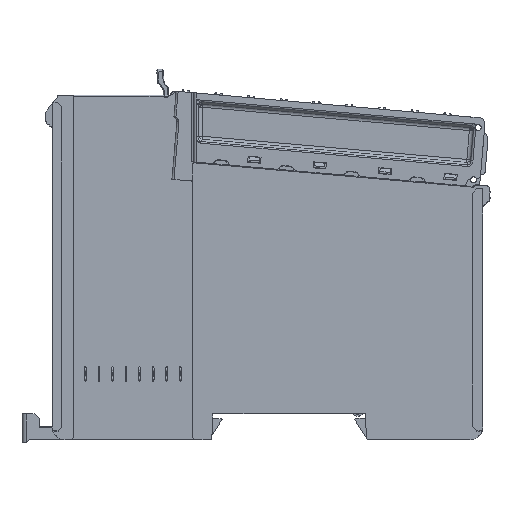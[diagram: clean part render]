
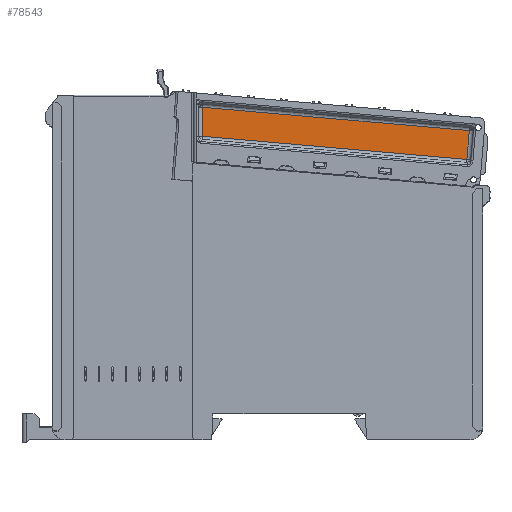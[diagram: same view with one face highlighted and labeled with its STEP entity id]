
A CAD part, top view. The second image highlights one B-rep face of the part: STEP entity #78543.
In plain terms, the highlighted planar face has unit normal (0, 0, 1).
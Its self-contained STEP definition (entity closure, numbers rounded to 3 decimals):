
#143 = VERTEX_POINT ( 'NONE', #34247 ) ;
#3466 = CARTESIAN_POINT ( 'NONE',  ( -20.2, 71.724, -103.158 ) ) ;
#3633 = ORIENTED_EDGE ( 'NONE', *, *, #105991, .F. ) ;
#11491 = DIRECTION ( 'NONE',  ( 0., -1., 0. ) ) ;
#12976 = DIRECTION ( 'NONE',  ( -0.087, -0.996, 0. ) ) ;
#15673 = ORIENTED_EDGE ( 'NONE', *, *, #97711, .T. ) ;
#21829 = DIRECTION ( 'NONE',  ( 0., 0., 1. ) ) ;
#23415 = CARTESIAN_POINT ( 'NONE',  ( 41.762, 66.303, -103.158 ) ) ;
#34247 = CARTESIAN_POINT ( 'NONE',  ( -20.2, 71.664, -103.158 ) ) ;
#36904 = VECTOR ( 'NONE', #109135, 1000. ) ;
#49611 = VERTEX_POINT ( 'NONE', #55356 ) ;
#55356 = CARTESIAN_POINT ( 'NONE',  ( 41.172, 59.562, -103.158 ) ) ;
#59786 = ORIENTED_EDGE ( 'NONE', *, *, #102511, .F. ) ;
#61198 = LINE ( 'NONE', #90073, #36904 ) ;
#62393 = LINE ( 'NONE', #109750, #96090 ) ;
#66097 = VERTEX_POINT ( 'NONE', #86507 ) ;
#67462 = CARTESIAN_POINT ( 'NONE',  ( 68.607, 51.544, -103.158 ) ) ;
#72161 = EDGE_LOOP ( 'NONE', ( #59786, #15673, #101712, #3633 ) ) ;
#74888 = FACE_OUTER_BOUND ( 'NONE', #72161, .T. ) ;
#77990 = LINE ( 'NONE', #3466, #84036 ) ;
#78410 = VERTEX_POINT ( 'NONE', #94977 ) ;
#78543 = ADVANCED_FACE ( 'NONE', ( #74888 ), #112409, .T. ) ;
#84036 = VECTOR ( 'NONE', #11491, 1000. ) ;
#86507 = CARTESIAN_POINT ( 'NONE',  ( -20.2, 64.932, -103.158 ) ) ;
#88695 = LINE ( 'NONE', #23415, #104615 ) ;
#90073 = CARTESIAN_POINT ( 'NONE',  ( -11.282, 64.151, -103.158 ) ) ;
#90195 = AXIS2_PLACEMENT_3D ( 'NONE', #67462, #21829, #96991 ) ;
#94977 = CARTESIAN_POINT ( 'NONE',  ( 41.757, 66.244, -103.158 ) ) ;
#96090 = VECTOR ( 'NONE', #117764, 1000. ) ;
#96991 = DIRECTION ( 'NONE',  ( 1., 0., 0. ) ) ;
#97711 = EDGE_CURVE ( 'NONE', #143, #66097, #77990, .T. ) ;
#98176 = EDGE_CURVE ( 'NONE', #49611, #66097, #61198, .T. ) ;
#101712 = ORIENTED_EDGE ( 'NONE', *, *, #98176, .F. ) ;
#102511 = EDGE_CURVE ( 'NONE', #143, #78410, #62393, .T. ) ;
#104615 = VECTOR ( 'NONE', #12976, 1000. ) ;
#105991 = EDGE_CURVE ( 'NONE', #78410, #49611, #88695, .T. ) ;
#109135 = DIRECTION ( 'NONE',  ( -0.996, 0.087, 0. ) ) ;
#109750 = CARTESIAN_POINT ( 'NONE',  ( -10.698, 70.833, -103.158 ) ) ;
#112409 = PLANE ( 'NONE',  #90195 ) ;
#117764 = DIRECTION ( 'NONE',  ( 0.996, -0.087, 0. ) ) ;
